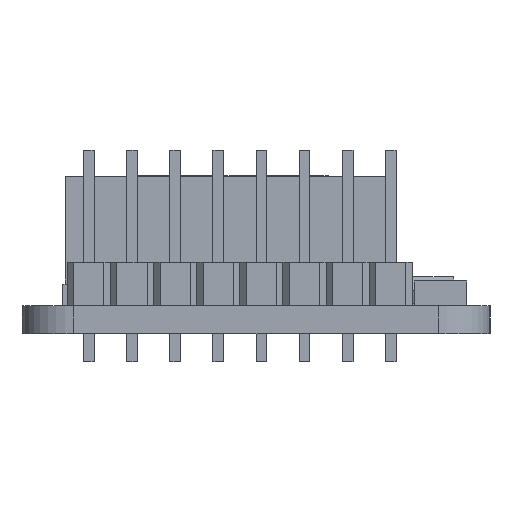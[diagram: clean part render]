
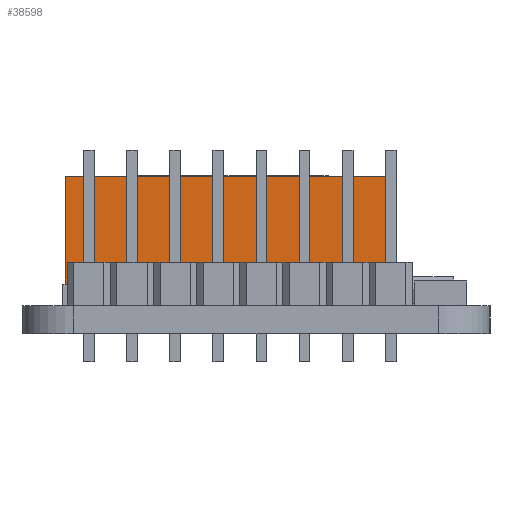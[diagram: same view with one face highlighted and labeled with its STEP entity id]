
A CAD part, left-side view. The second image highlights one B-rep face of the part: STEP entity #38598.
In plain terms, the highlighted planar face has unit normal (-1, 0, 0).
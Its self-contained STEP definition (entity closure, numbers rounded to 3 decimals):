
#38335 = EDGE_CURVE('',#38336,#38338,#38340,.T.);
#38336 = VERTEX_POINT('',#38337);
#38337 = CARTESIAN_POINT('',(-6.35,9.525,0.));
#38338 = VERTEX_POINT('',#38339);
#38339 = CARTESIAN_POINT('',(-6.35,9.525,6.35));
#38340 = SURFACE_CURVE('',#38341,(#38345,#38357),.PCURVE_S1.);
#38341 = LINE('',#38342,#38343);
#38342 = CARTESIAN_POINT('',(-6.35,9.525,0.));
#38343 = VECTOR('',#38344,1.);
#38344 = DIRECTION('',(0.,0.,1.));
#38345 = PCURVE('',#38346,#38351);
#38346 = PLANE('',#38347);
#38347 = AXIS2_PLACEMENT_3D('',#38348,#38349,#38350);
#38348 = CARTESIAN_POINT('',(-6.35,9.525,0.));
#38349 = DIRECTION('',(0.,1.,0.));
#38350 = DIRECTION('',(1.,0.,0.));
#38351 = DEFINITIONAL_REPRESENTATION('',(#38352),#38356);
#38352 = LINE('',#38353,#38354);
#38353 = CARTESIAN_POINT('',(0.,0.));
#38354 = VECTOR('',#38355,1.);
#38355 = DIRECTION('',(0.,-1.));
#38356 = ( GEOMETRIC_REPRESENTATION_CONTEXT(2) 
PARAMETRIC_REPRESENTATION_CONTEXT() REPRESENTATION_CONTEXT('2D SPACE',''
  ) );
#38357 = PCURVE('',#38358,#38363);
#38358 = PLANE('',#38359);
#38359 = AXIS2_PLACEMENT_3D('',#38360,#38361,#38362);
#38360 = CARTESIAN_POINT('',(-6.35,-9.525,0.));
#38361 = DIRECTION('',(-1.,0.,0.));
#38362 = DIRECTION('',(0.,1.,0.));
#38363 = DEFINITIONAL_REPRESENTATION('',(#38364),#38368);
#38364 = LINE('',#38365,#38366);
#38365 = CARTESIAN_POINT('',(19.05,0.));
#38366 = VECTOR('',#38367,1.);
#38367 = DIRECTION('',(0.,-1.));
#38368 = ( GEOMETRIC_REPRESENTATION_CONTEXT(2) 
PARAMETRIC_REPRESENTATION_CONTEXT() REPRESENTATION_CONTEXT('2D SPACE',''
  ) );
#38386 = PLANE('',#38387);
#38387 = AXIS2_PLACEMENT_3D('',#38388,#38389,#38390);
#38388 = CARTESIAN_POINT('',(-6.35,9.525,6.35));
#38389 = DIRECTION('',(0.,0.,1.));
#38390 = DIRECTION('',(1.,0.,0.));
#38440 = PLANE('',#38441);
#38441 = AXIS2_PLACEMENT_3D('',#38442,#38443,#38444);
#38442 = CARTESIAN_POINT('',(-6.35,9.525,0.));
#38443 = DIRECTION('',(0.,0.,1.));
#38444 = DIRECTION('',(1.,0.,0.));
#38495 = PLANE('',#38496);
#38496 = AXIS2_PLACEMENT_3D('',#38497,#38498,#38499);
#38497 = CARTESIAN_POINT('',(6.35,-9.525,0.));
#38498 = DIRECTION('',(0.,-1.,0.));
#38499 = DIRECTION('',(-1.,0.,0.));
#38533 = VERTEX_POINT('',#38534);
#38534 = CARTESIAN_POINT('',(-6.35,-9.525,6.35));
#38555 = EDGE_CURVE('',#38556,#38533,#38558,.T.);
#38556 = VERTEX_POINT('',#38557);
#38557 = CARTESIAN_POINT('',(-6.35,-9.525,0.));
#38558 = SURFACE_CURVE('',#38559,(#38563,#38570),.PCURVE_S1.);
#38559 = LINE('',#38560,#38561);
#38560 = CARTESIAN_POINT('',(-6.35,-9.525,0.));
#38561 = VECTOR('',#38562,1.);
#38562 = DIRECTION('',(0.,0.,1.));
#38563 = PCURVE('',#38495,#38564);
#38564 = DEFINITIONAL_REPRESENTATION('',(#38565),#38569);
#38565 = LINE('',#38566,#38567);
#38566 = CARTESIAN_POINT('',(12.7,0.));
#38567 = VECTOR('',#38568,1.);
#38568 = DIRECTION('',(0.,-1.));
#38569 = ( GEOMETRIC_REPRESENTATION_CONTEXT(2) 
PARAMETRIC_REPRESENTATION_CONTEXT() REPRESENTATION_CONTEXT('2D SPACE',''
  ) );
#38570 = PCURVE('',#38358,#38571);
#38571 = DEFINITIONAL_REPRESENTATION('',(#38572),#38576);
#38572 = LINE('',#38573,#38574);
#38573 = CARTESIAN_POINT('',(0.,0.));
#38574 = VECTOR('',#38575,1.);
#38575 = DIRECTION('',(0.,-1.));
#38576 = ( GEOMETRIC_REPRESENTATION_CONTEXT(2) 
PARAMETRIC_REPRESENTATION_CONTEXT() REPRESENTATION_CONTEXT('2D SPACE',''
  ) );
#38598 = ADVANCED_FACE('',(#38599),#38358,.T.);
#38599 = FACE_BOUND('',#38600,.T.);
#38600 = EDGE_LOOP('',(#38601,#38602,#38623,#38624));
#38601 = ORIENTED_EDGE('',*,*,#38555,.T.);
#38602 = ORIENTED_EDGE('',*,*,#38603,.T.);
#38603 = EDGE_CURVE('',#38533,#38338,#38604,.T.);
#38604 = SURFACE_CURVE('',#38605,(#38609,#38616),.PCURVE_S1.);
#38605 = LINE('',#38606,#38607);
#38606 = CARTESIAN_POINT('',(-6.35,-9.525,6.35));
#38607 = VECTOR('',#38608,1.);
#38608 = DIRECTION('',(0.,1.,0.));
#38609 = PCURVE('',#38358,#38610);
#38610 = DEFINITIONAL_REPRESENTATION('',(#38611),#38615);
#38611 = LINE('',#38612,#38613);
#38612 = CARTESIAN_POINT('',(0.,-6.35));
#38613 = VECTOR('',#38614,1.);
#38614 = DIRECTION('',(1.,0.));
#38615 = ( GEOMETRIC_REPRESENTATION_CONTEXT(2) 
PARAMETRIC_REPRESENTATION_CONTEXT() REPRESENTATION_CONTEXT('2D SPACE',''
  ) );
#38616 = PCURVE('',#38386,#38617);
#38617 = DEFINITIONAL_REPRESENTATION('',(#38618),#38622);
#38618 = LINE('',#38619,#38620);
#38619 = CARTESIAN_POINT('',(0.,-19.05));
#38620 = VECTOR('',#38621,1.);
#38621 = DIRECTION('',(0.,1.));
#38622 = ( GEOMETRIC_REPRESENTATION_CONTEXT(2) 
PARAMETRIC_REPRESENTATION_CONTEXT() REPRESENTATION_CONTEXT('2D SPACE',''
  ) );
#38623 = ORIENTED_EDGE('',*,*,#38335,.F.);
#38624 = ORIENTED_EDGE('',*,*,#38625,.F.);
#38625 = EDGE_CURVE('',#38556,#38336,#38626,.T.);
#38626 = SURFACE_CURVE('',#38627,(#38631,#38638),.PCURVE_S1.);
#38627 = LINE('',#38628,#38629);
#38628 = CARTESIAN_POINT('',(-6.35,-9.525,0.));
#38629 = VECTOR('',#38630,1.);
#38630 = DIRECTION('',(0.,1.,0.));
#38631 = PCURVE('',#38358,#38632);
#38632 = DEFINITIONAL_REPRESENTATION('',(#38633),#38637);
#38633 = LINE('',#38634,#38635);
#38634 = CARTESIAN_POINT('',(0.,0.));
#38635 = VECTOR('',#38636,1.);
#38636 = DIRECTION('',(1.,0.));
#38637 = ( GEOMETRIC_REPRESENTATION_CONTEXT(2) 
PARAMETRIC_REPRESENTATION_CONTEXT() REPRESENTATION_CONTEXT('2D SPACE',''
  ) );
#38638 = PCURVE('',#38440,#38639);
#38639 = DEFINITIONAL_REPRESENTATION('',(#38640),#38644);
#38640 = LINE('',#38641,#38642);
#38641 = CARTESIAN_POINT('',(0.,-19.05));
#38642 = VECTOR('',#38643,1.);
#38643 = DIRECTION('',(0.,1.));
#38644 = ( GEOMETRIC_REPRESENTATION_CONTEXT(2) 
PARAMETRIC_REPRESENTATION_CONTEXT() REPRESENTATION_CONTEXT('2D SPACE',''
  ) );
